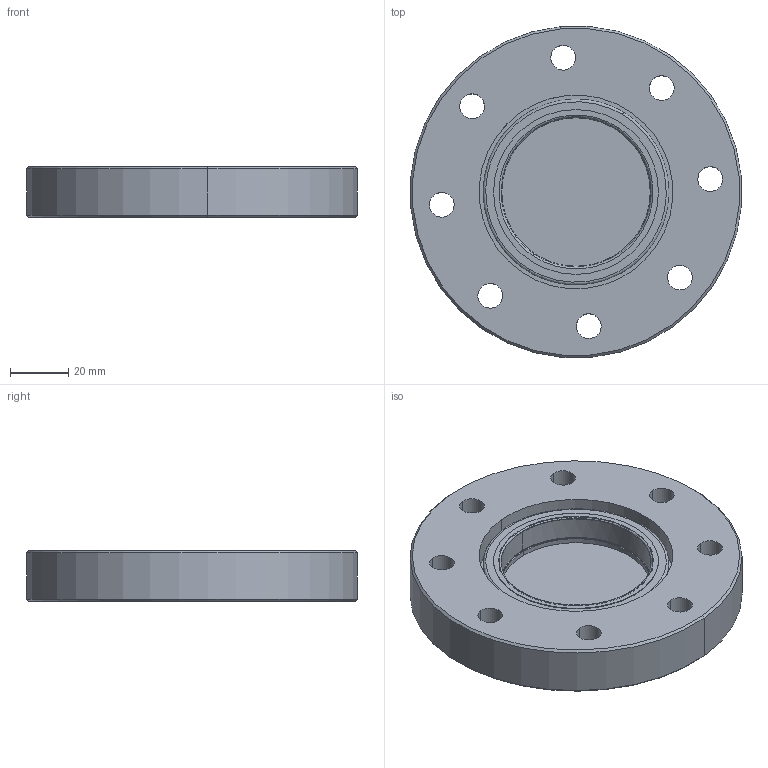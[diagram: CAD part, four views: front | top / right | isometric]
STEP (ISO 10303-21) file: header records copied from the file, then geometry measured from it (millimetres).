
FILE_DESCRIPTION (( 'STEP AP203' ), '1' );
FILE_NAME ('A0810-4-CF.STEP', '2011-10-03T15:13:48', ( '' ), ( '' ), 'SwSTEP 2.0', 'SolidWorks 2011', '' );
FILE_SCHEMA (( 'CONFIG_CONTROL_DESIGN' ));
Length unit declared in the file: inch
Products named in the file (1): A0810-4-CF
Bounding box: 113.18 x 113.18 x 17.27 mm (x, y, z)
Volume: 116039.3 mm3; surface area: 38405.3 mm2
Topology: 1 solids, 1 shells, 76 faces, 174 edges, 108 vertices
Faces by surface type: cylinder 40, cone 18, plane 10, bspline 8
Entity records: 3035 total; most frequent: CARTESIAN_POINT 1159, DIRECTION 412, ORIENTED_EDGE 348, AXIS2_PLACEMENT_3D 177, EDGE_CURVE 174, VERTEX_POINT 108, CIRCLE 108, EDGE_LOOP 100
